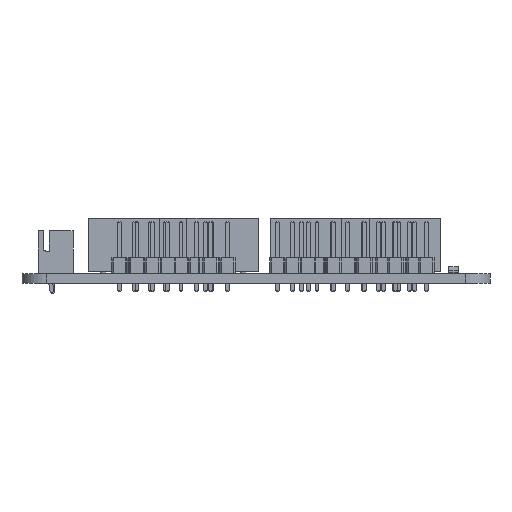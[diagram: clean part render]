
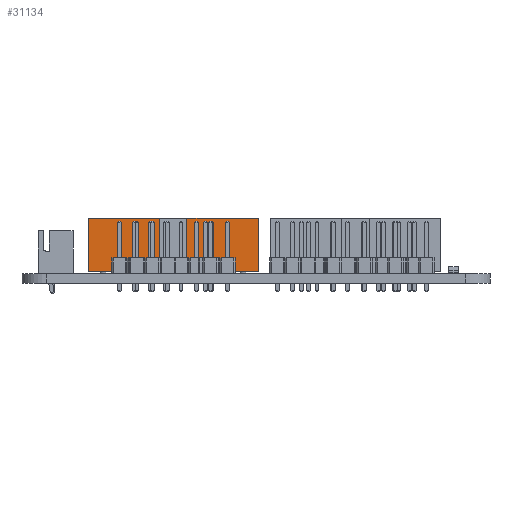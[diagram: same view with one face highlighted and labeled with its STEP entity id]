
A CAD part, left-side view. The second image highlights one B-rep face of the part: STEP entity #31134.
In plain terms, the highlighted planar face has unit normal (-1, 0, 0).
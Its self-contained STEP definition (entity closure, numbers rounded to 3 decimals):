
#31134 = ADVANCED_FACE('',(#31135),#31149,.T.);
#31135 = FACE_BOUND('',#31136,.T.);
#31136 = EDGE_LOOP('',(#31137,#31172,#31200,#31228,#31256,#31284,#31312,
    #31340));
#31137 = ORIENTED_EDGE('',*,*,#31138,.F.);
#31138 = EDGE_CURVE('',#31139,#31141,#31143,.T.);
#31139 = VERTEX_POINT('',#31140);
#31140 = CARTESIAN_POINT('',(-3.155,5.1,0.25));
#31141 = VERTEX_POINT('',#31142);
#31142 = CARTESIAN_POINT('',(-3.155,5.1,9.1));
#31143 = SURFACE_CURVE('',#31144,(#31148,#31160),.PCURVE_S1.);
#31144 = LINE('',#31145,#31146);
#31145 = CARTESIAN_POINT('',(-3.155,5.1,0.25));
#31146 = VECTOR('',#31147,1.);
#31147 = DIRECTION('',(0.,0.,1.));
#31148 = PCURVE('',#31149,#31154);
#31149 = PLANE('',#31150);
#31150 = AXIS2_PLACEMENT_3D('',#31151,#31152,#31153);
#31151 = CARTESIAN_POINT('',(-3.155,-8.89,4.675));
#31152 = DIRECTION('',(-1.,0.,0.));
#31153 = DIRECTION('',(0.,0.,-1.));
#31154 = DEFINITIONAL_REPRESENTATION('',(#31155),#31159);
#31155 = LINE('',#31156,#31157);
#31156 = CARTESIAN_POINT('',(4.425,-13.99));
#31157 = VECTOR('',#31158,1.);
#31158 = DIRECTION('',(-1.,0.));
#31159 = ( GEOMETRIC_REPRESENTATION_CONTEXT(2) 
PARAMETRIC_REPRESENTATION_CONTEXT() REPRESENTATION_CONTEXT('2D SPACE',''
  ) );
#31160 = PCURVE('',#31161,#31166);
#31161 = PLANE('',#31162);
#31162 = AXIS2_PLACEMENT_3D('',#31163,#31164,#31165);
#31163 = CARTESIAN_POINT('',(1.27,5.1,4.675));
#31164 = DIRECTION('',(0.,1.,0.));
#31165 = DIRECTION('',(0.,0.,1.));
#31166 = DEFINITIONAL_REPRESENTATION('',(#31167),#31171);
#31167 = LINE('',#31168,#31169);
#31168 = CARTESIAN_POINT('',(-4.425,-4.425));
#31169 = VECTOR('',#31170,1.);
#31170 = DIRECTION('',(1.,0.));
#31171 = ( GEOMETRIC_REPRESENTATION_CONTEXT(2) 
PARAMETRIC_REPRESENTATION_CONTEXT() REPRESENTATION_CONTEXT('2D SPACE',''
  ) );
#31172 = ORIENTED_EDGE('',*,*,#31173,.T.);
#31173 = EDGE_CURVE('',#31139,#31174,#31176,.T.);
#31174 = VERTEX_POINT('',#31175);
#31175 = CARTESIAN_POINT('',(-3.155,-22.88,0.25));
#31176 = SURFACE_CURVE('',#31177,(#31181,#31188),.PCURVE_S1.);
#31177 = LINE('',#31178,#31179);
#31178 = CARTESIAN_POINT('',(-3.155,5.1,0.25));
#31179 = VECTOR('',#31180,1.);
#31180 = DIRECTION('',(0.,-1.,0.));
#31181 = PCURVE('',#31149,#31182);
#31182 = DEFINITIONAL_REPRESENTATION('',(#31183),#31187);
#31183 = LINE('',#31184,#31185);
#31184 = CARTESIAN_POINT('',(4.425,-13.99));
#31185 = VECTOR('',#31186,1.);
#31186 = DIRECTION('',(0.,1.));
#31187 = ( GEOMETRIC_REPRESENTATION_CONTEXT(2) 
PARAMETRIC_REPRESENTATION_CONTEXT() REPRESENTATION_CONTEXT('2D SPACE',''
  ) );
#31188 = PCURVE('',#31189,#31194);
#31189 = PLANE('',#31190);
#31190 = AXIS2_PLACEMENT_3D('',#31191,#31192,#31193);
#31191 = CARTESIAN_POINT('',(1.308,-8.89,0.25));
#31192 = DIRECTION('',(-0.,-0.,-1.));
#31193 = DIRECTION('',(-1.,0.,0.));
#31194 = DEFINITIONAL_REPRESENTATION('',(#31195),#31199);
#31195 = LINE('',#31196,#31197);
#31196 = CARTESIAN_POINT('',(4.463,13.99));
#31197 = VECTOR('',#31198,1.);
#31198 = DIRECTION('',(0.,-1.));
#31199 = ( GEOMETRIC_REPRESENTATION_CONTEXT(2) 
PARAMETRIC_REPRESENTATION_CONTEXT() REPRESENTATION_CONTEXT('2D SPACE',''
  ) );
#31200 = ORIENTED_EDGE('',*,*,#31201,.T.);
#31201 = EDGE_CURVE('',#31174,#31202,#31204,.T.);
#31202 = VERTEX_POINT('',#31203);
#31203 = CARTESIAN_POINT('',(-3.155,-22.88,9.1));
#31204 = SURFACE_CURVE('',#31205,(#31209,#31216),.PCURVE_S1.);
#31205 = LINE('',#31206,#31207);
#31206 = CARTESIAN_POINT('',(-3.155,-22.88,2.6));
#31207 = VECTOR('',#31208,1.);
#31208 = DIRECTION('',(0.,0.,1.));
#31209 = PCURVE('',#31149,#31210);
#31210 = DEFINITIONAL_REPRESENTATION('',(#31211),#31215);
#31211 = LINE('',#31212,#31213);
#31212 = CARTESIAN_POINT('',(2.075,13.99));
#31213 = VECTOR('',#31214,1.);
#31214 = DIRECTION('',(-1.,0.));
#31215 = ( GEOMETRIC_REPRESENTATION_CONTEXT(2) 
PARAMETRIC_REPRESENTATION_CONTEXT() REPRESENTATION_CONTEXT('2D SPACE',''
  ) );
#31216 = PCURVE('',#31217,#31222);
#31217 = PLANE('',#31218);
#31218 = AXIS2_PLACEMENT_3D('',#31219,#31220,#31221);
#31219 = CARTESIAN_POINT('',(1.27,-22.88,4.675));
#31220 = DIRECTION('',(-0.,-1.,0.));
#31221 = DIRECTION('',(0.,0.,-1.));
#31222 = DEFINITIONAL_REPRESENTATION('',(#31223),#31227);
#31223 = LINE('',#31224,#31225);
#31224 = CARTESIAN_POINT('',(2.075,-4.425));
#31225 = VECTOR('',#31226,1.);
#31226 = DIRECTION('',(-1.,0.));
#31227 = ( GEOMETRIC_REPRESENTATION_CONTEXT(2) 
PARAMETRIC_REPRESENTATION_CONTEXT() REPRESENTATION_CONTEXT('2D SPACE',''
  ) );
#31228 = ORIENTED_EDGE('',*,*,#31229,.F.);
#31229 = EDGE_CURVE('',#31230,#31202,#31232,.T.);
#31230 = VERTEX_POINT('',#31231);
#31231 = CARTESIAN_POINT('',(-3.155,-11.14,9.1));
#31232 = SURFACE_CURVE('',#31233,(#31237,#31244),.PCURVE_S1.);
#31233 = LINE('',#31234,#31235);
#31234 = CARTESIAN_POINT('',(-3.155,5.1,9.1));
#31235 = VECTOR('',#31236,1.);
#31236 = DIRECTION('',(0.,-1.,0.));
#31237 = PCURVE('',#31149,#31238);
#31238 = DEFINITIONAL_REPRESENTATION('',(#31239),#31243);
#31239 = LINE('',#31240,#31241);
#31240 = CARTESIAN_POINT('',(-4.425,-13.99));
#31241 = VECTOR('',#31242,1.);
#31242 = DIRECTION('',(0.,1.));
#31243 = ( GEOMETRIC_REPRESENTATION_CONTEXT(2) 
PARAMETRIC_REPRESENTATION_CONTEXT() REPRESENTATION_CONTEXT('2D SPACE',''
  ) );
#31244 = PCURVE('',#31245,#31250);
#31245 = PLANE('',#31246);
#31246 = AXIS2_PLACEMENT_3D('',#31247,#31248,#31249);
#31247 = CARTESIAN_POINT('',(1.27,-8.89,9.1));
#31248 = DIRECTION('',(0.,0.,1.));
#31249 = DIRECTION('',(1.,0.,-0.));
#31250 = DEFINITIONAL_REPRESENTATION('',(#31251),#31255);
#31251 = LINE('',#31252,#31253);
#31252 = CARTESIAN_POINT('',(-4.425,13.99));
#31253 = VECTOR('',#31254,1.);
#31254 = DIRECTION('',(0.,-1.));
#31255 = ( GEOMETRIC_REPRESENTATION_CONTEXT(2) 
PARAMETRIC_REPRESENTATION_CONTEXT() REPRESENTATION_CONTEXT('2D SPACE',''
  ) );
#31256 = ORIENTED_EDGE('',*,*,#31257,.T.);
#31257 = EDGE_CURVE('',#31230,#31258,#31260,.T.);
#31258 = VERTEX_POINT('',#31259);
#31259 = CARTESIAN_POINT('',(-3.155,-11.14,2.1));
#31260 = SURFACE_CURVE('',#31261,(#31265,#31272),.PCURVE_S1.);
#31261 = LINE('',#31262,#31263);
#31262 = CARTESIAN_POINT('',(-3.155,-11.14,3.388));
#31263 = VECTOR('',#31264,1.);
#31264 = DIRECTION('',(0.,0.,-1.));
#31265 = PCURVE('',#31149,#31266);
#31266 = DEFINITIONAL_REPRESENTATION('',(#31267),#31271);
#31267 = LINE('',#31268,#31269);
#31268 = CARTESIAN_POINT('',(1.288,2.25));
#31269 = VECTOR('',#31270,1.);
#31270 = DIRECTION('',(1.,0.));
#31271 = ( GEOMETRIC_REPRESENTATION_CONTEXT(2) 
PARAMETRIC_REPRESENTATION_CONTEXT() REPRESENTATION_CONTEXT('2D SPACE',''
  ) );
#31272 = PCURVE('',#31273,#31278);
#31273 = PLANE('',#31274);
#31274 = AXIS2_PLACEMENT_3D('',#31275,#31276,#31277);
#31275 = CARTESIAN_POINT('',(-5.155,-11.14,2.1));
#31276 = DIRECTION('',(0.,1.,0.));
#31277 = DIRECTION('',(1.,0.,0.));
#31278 = DEFINITIONAL_REPRESENTATION('',(#31279),#31283);
#31279 = LINE('',#31280,#31281);
#31280 = CARTESIAN_POINT('',(2.,-1.288));
#31281 = VECTOR('',#31282,1.);
#31282 = DIRECTION('',(0.,1.));
#31283 = ( GEOMETRIC_REPRESENTATION_CONTEXT(2) 
PARAMETRIC_REPRESENTATION_CONTEXT() REPRESENTATION_CONTEXT('2D SPACE',''
  ) );
#31284 = ORIENTED_EDGE('',*,*,#31285,.T.);
#31285 = EDGE_CURVE('',#31258,#31286,#31288,.T.);
#31286 = VERTEX_POINT('',#31287);
#31287 = CARTESIAN_POINT('',(-3.155,-6.64,2.1));
#31288 = SURFACE_CURVE('',#31289,(#31293,#31300),.PCURVE_S1.);
#31289 = LINE('',#31290,#31291);
#31290 = CARTESIAN_POINT('',(-3.155,-8.89,2.1));
#31291 = VECTOR('',#31292,1.);
#31292 = DIRECTION('',(0.,1.,0.));
#31293 = PCURVE('',#31149,#31294);
#31294 = DEFINITIONAL_REPRESENTATION('',(#31295),#31299);
#31295 = LINE('',#31296,#31297);
#31296 = CARTESIAN_POINT('',(2.575,0.));
#31297 = VECTOR('',#31298,1.);
#31298 = DIRECTION('',(0.,-1.));
#31299 = ( GEOMETRIC_REPRESENTATION_CONTEXT(2) 
PARAMETRIC_REPRESENTATION_CONTEXT() REPRESENTATION_CONTEXT('2D SPACE',''
  ) );
#31300 = PCURVE('',#31301,#31306);
#31301 = PLANE('',#31302);
#31302 = AXIS2_PLACEMENT_3D('',#31303,#31304,#31305);
#31303 = CARTESIAN_POINT('',(-3.155,-8.89,2.1));
#31304 = DIRECTION('',(0.,0.,1.));
#31305 = DIRECTION('',(1.,0.,-0.));
#31306 = DEFINITIONAL_REPRESENTATION('',(#31307),#31311);
#31307 = LINE('',#31308,#31309);
#31308 = CARTESIAN_POINT('',(0.,0.));
#31309 = VECTOR('',#31310,1.);
#31310 = DIRECTION('',(0.,1.));
#31311 = ( GEOMETRIC_REPRESENTATION_CONTEXT(2) 
PARAMETRIC_REPRESENTATION_CONTEXT() REPRESENTATION_CONTEXT('2D SPACE',''
  ) );
#31312 = ORIENTED_EDGE('',*,*,#31313,.T.);
#31313 = EDGE_CURVE('',#31286,#31314,#31316,.T.);
#31314 = VERTEX_POINT('',#31315);
#31315 = CARTESIAN_POINT('',(-3.155,-6.64,9.1));
#31316 = SURFACE_CURVE('',#31317,(#31321,#31328),.PCURVE_S1.);
#31317 = LINE('',#31318,#31319);
#31318 = CARTESIAN_POINT('',(-3.155,-6.64,3.388));
#31319 = VECTOR('',#31320,1.);
#31320 = DIRECTION('',(0.,0.,1.));
#31321 = PCURVE('',#31149,#31322);
#31322 = DEFINITIONAL_REPRESENTATION('',(#31323),#31327);
#31323 = LINE('',#31324,#31325);
#31324 = CARTESIAN_POINT('',(1.288,-2.25));
#31325 = VECTOR('',#31326,1.);
#31326 = DIRECTION('',(-1.,0.));
#31327 = ( GEOMETRIC_REPRESENTATION_CONTEXT(2) 
PARAMETRIC_REPRESENTATION_CONTEXT() REPRESENTATION_CONTEXT('2D SPACE',''
  ) );
#31328 = PCURVE('',#31329,#31334);
#31329 = PLANE('',#31330);
#31330 = AXIS2_PLACEMENT_3D('',#31331,#31332,#31333);
#31331 = CARTESIAN_POINT('',(-1.155,-6.64,2.1));
#31332 = DIRECTION('',(0.,-1.,0.));
#31333 = DIRECTION('',(-1.,0.,0.));
#31334 = DEFINITIONAL_REPRESENTATION('',(#31335),#31339);
#31335 = LINE('',#31336,#31337);
#31336 = CARTESIAN_POINT('',(2.,-1.288));
#31337 = VECTOR('',#31338,1.);
#31338 = DIRECTION('',(0.,-1.));
#31339 = ( GEOMETRIC_REPRESENTATION_CONTEXT(2) 
PARAMETRIC_REPRESENTATION_CONTEXT() REPRESENTATION_CONTEXT('2D SPACE',''
  ) );
#31340 = ORIENTED_EDGE('',*,*,#31341,.F.);
#31341 = EDGE_CURVE('',#31141,#31314,#31342,.T.);
#31342 = SURFACE_CURVE('',#31343,(#31347,#31354),.PCURVE_S1.);
#31343 = LINE('',#31344,#31345);
#31344 = CARTESIAN_POINT('',(-3.155,5.1,9.1));
#31345 = VECTOR('',#31346,1.);
#31346 = DIRECTION('',(0.,-1.,0.));
#31347 = PCURVE('',#31149,#31348);
#31348 = DEFINITIONAL_REPRESENTATION('',(#31349),#31353);
#31349 = LINE('',#31350,#31351);
#31350 = CARTESIAN_POINT('',(-4.425,-13.99));
#31351 = VECTOR('',#31352,1.);
#31352 = DIRECTION('',(0.,1.));
#31353 = ( GEOMETRIC_REPRESENTATION_CONTEXT(2) 
PARAMETRIC_REPRESENTATION_CONTEXT() REPRESENTATION_CONTEXT('2D SPACE',''
  ) );
#31354 = PCURVE('',#31245,#31355);
#31355 = DEFINITIONAL_REPRESENTATION('',(#31356),#31360);
#31356 = LINE('',#31357,#31358);
#31357 = CARTESIAN_POINT('',(-4.425,13.99));
#31358 = VECTOR('',#31359,1.);
#31359 = DIRECTION('',(0.,-1.));
#31360 = ( GEOMETRIC_REPRESENTATION_CONTEXT(2) 
PARAMETRIC_REPRESENTATION_CONTEXT() REPRESENTATION_CONTEXT('2D SPACE',''
  ) );
